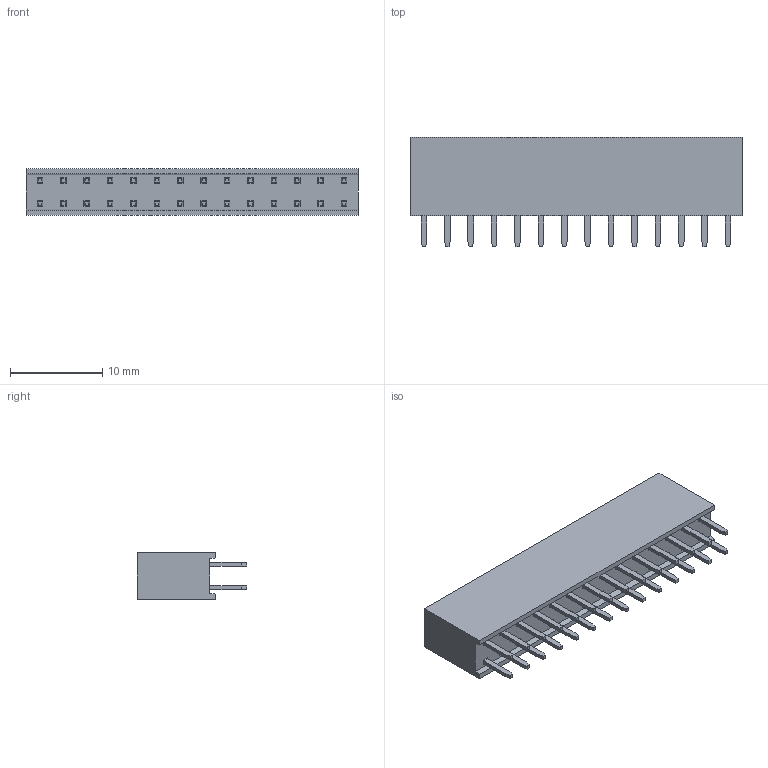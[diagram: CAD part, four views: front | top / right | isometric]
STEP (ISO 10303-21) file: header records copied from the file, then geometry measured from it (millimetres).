
FILE_DESCRIPTION (( 'STEP AP214' ), '1' );
FILE_NAME ('PPPC142LFBN-RC.STEP', '2022-08-11T04:34:26', ( '' ), ( '' ), 'SwSTEP 2.0', 'SolidWorks 2020', '' );
FILE_SCHEMA (( 'AUTOMOTIVE_DESIGN' ));
Length unit declared in the file: inch
Products named in the file (3): 2 row tin body_14; PPPC142LFBN-RC; 2 row tin pins
Assembly tree (15 placements, depth 2):
  PPPC142LFBN-RC
    2 row tin body_14
    2 row tin pins  x14
Bounding box: 36.07 x 11.91 x 5.08 mm (x, y, z)
Volume: 1438.2 mm3; surface area: 2258.1 mm2
Topology: 57 solids, 57 shells, 794 faces, 1928 edges, 1248 vertices
Faces by surface type: plane 654, cylinder 140
Entity records: 8201 total; most frequent: CARTESIAN_POINT 1388, ORIENTED_EDGE 1360, DIRECTION 1284, EDGE_CURVE 680, LINE 660, VECTOR 660, VERTEX_POINT 416, EDGE_LOOP 330
